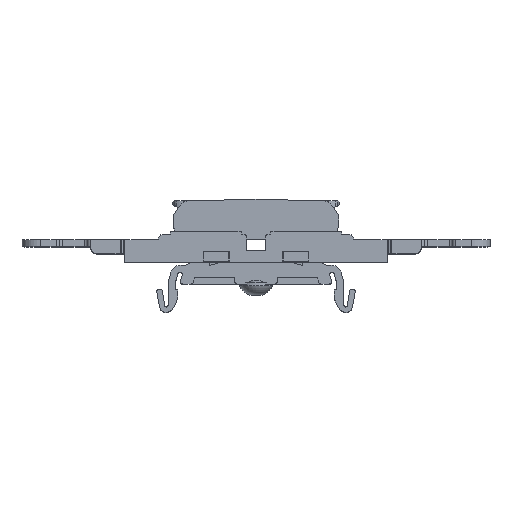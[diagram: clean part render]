
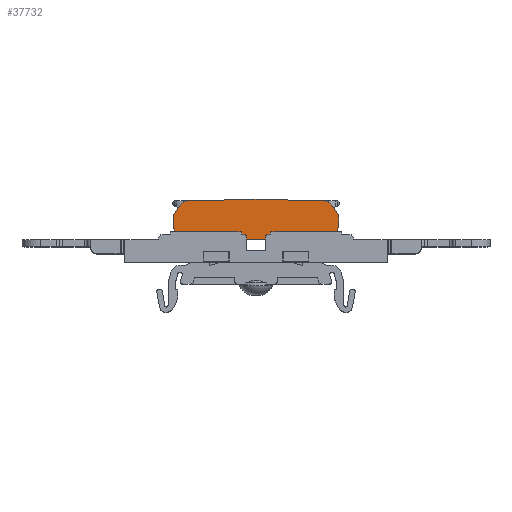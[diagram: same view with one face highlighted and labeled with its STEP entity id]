
A CAD part, top view. The second image highlights one B-rep face of the part: STEP entity #37732.
In plain terms, the highlighted planar face has unit normal (0, 0, 1).
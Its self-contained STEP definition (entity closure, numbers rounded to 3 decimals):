
#2613=CIRCLE('',#41055,13.91);
#2618=CIRCLE('',#41061,13.91);
#2677=CIRCLE('',#41146,1.);
#2679=CIRCLE('',#41150,1.);
#2682=CIRCLE('',#41154,8.);
#2687=CIRCLE('',#41160,2.5);
#2689=CIRCLE('',#41168,2.5);
#2694=CIRCLE('',#41174,8.);
#2696=CIRCLE('',#41177,0.2);
#2697=CIRCLE('',#41178,13.91);
#2698=CIRCLE('',#41179,0.2);
#2699=CIRCLE('',#41180,0.2);
#6141=VERTEX_POINT('',#61785);
#6142=VERTEX_POINT('',#61787);
#6157=VERTEX_POINT('',#61836);
#6159=VERTEX_POINT('',#61840);
#6356=VERTEX_POINT('',#62357);
#6359=VERTEX_POINT('',#62364);
#6360=VERTEX_POINT('',#62366);
#6362=VERTEX_POINT('',#62372);
#6366=VERTEX_POINT('',#62382);
#6368=VERTEX_POINT('',#62392);
#6370=VERTEX_POINT('',#62398);
#6372=VERTEX_POINT('',#62404);
#6374=VERTEX_POINT('',#62410);
#6376=VERTEX_POINT('',#62416);
#6378=VERTEX_POINT('',#62422);
#6380=VERTEX_POINT('',#62428);
#6383=VERTEX_POINT('',#62443);
#6384=VERTEX_POINT('',#62446);
#6385=VERTEX_POINT('',#62448);
#6386=VERTEX_POINT('',#62450);
#10388=VECTOR('',#50781,1.);
#10397=VECTOR('',#50817,1.);
#10400=VECTOR('',#50821,1.);
#10403=VECTOR('',#50825,1.);
#10406=VECTOR('',#50829,1.);
#10409=VECTOR('',#50833,1.);
#10413=VECTOR('',#50860,1.);
#10414=VECTOR('',#50863,1.);
#14490=LINE('',#62365,#10388);
#14499=LINE('',#62399,#10397);
#14502=LINE('',#62405,#10400);
#14505=LINE('',#62411,#10403);
#14508=LINE('',#62417,#10406);
#14511=LINE('',#62423,#10409);
#14515=LINE('',#62444,#10413);
#14516=LINE('',#62447,#10414);
#19908=EDGE_CURVE('',#6142,#6141,#2613,.T.);
#19926=EDGE_CURVE('',#6157,#6159,#2618,.T.);
#20147=EDGE_CURVE('',#6356,#6142,#2677,.T.);
#20151=EDGE_CURVE('',#6360,#6359,#14490,.T.);
#20155=EDGE_CURVE('',#6159,#6362,#2679,.T.);
#20160=EDGE_CURVE('',#6362,#6366,#2682,.T.);
#20167=EDGE_CURVE('',#6366,#6368,#2687,.T.);
#20170=EDGE_CURVE('',#6368,#6370,#14499,.T.);
#20173=EDGE_CURVE('',#6370,#6372,#14502,.T.);
#20176=EDGE_CURVE('',#6372,#6374,#14505,.T.);
#20179=EDGE_CURVE('',#6374,#6376,#14508,.T.);
#20182=EDGE_CURVE('',#6376,#6378,#14511,.T.);
#20185=EDGE_CURVE('',#6378,#6380,#2689,.T.);
#20192=EDGE_CURVE('',#6380,#6356,#2694,.T.);
#20194=EDGE_CURVE('',#6359,#6383,#2696,.T.);
#20195=EDGE_CURVE('',#6383,#6157,#14515,.T.);
#20196=EDGE_CURVE('',#6141,#6384,#2697,.T.);
#20197=EDGE_CURVE('',#6384,#6385,#14516,.T.);
#20198=EDGE_CURVE('',#6385,#6386,#2698,.T.);
#20199=EDGE_CURVE('',#6386,#6360,#2699,.T.);
#31193=ORIENTED_EDGE('',*,*,#20151,.T.);
#31194=ORIENTED_EDGE('',*,*,#20194,.T.);
#31195=ORIENTED_EDGE('',*,*,#20195,.T.);
#31196=ORIENTED_EDGE('',*,*,#19926,.T.);
#31197=ORIENTED_EDGE('',*,*,#20155,.T.);
#31198=ORIENTED_EDGE('',*,*,#20160,.T.);
#31199=ORIENTED_EDGE('',*,*,#20167,.T.);
#31200=ORIENTED_EDGE('',*,*,#20170,.T.);
#31201=ORIENTED_EDGE('',*,*,#20173,.T.);
#31202=ORIENTED_EDGE('',*,*,#20176,.T.);
#31203=ORIENTED_EDGE('',*,*,#20179,.T.);
#31204=ORIENTED_EDGE('',*,*,#20182,.T.);
#31205=ORIENTED_EDGE('',*,*,#20185,.T.);
#31206=ORIENTED_EDGE('',*,*,#20192,.T.);
#31207=ORIENTED_EDGE('',*,*,#20147,.T.);
#31208=ORIENTED_EDGE('',*,*,#19908,.T.);
#31209=ORIENTED_EDGE('',*,*,#20196,.T.);
#31210=ORIENTED_EDGE('',*,*,#20197,.T.);
#31211=ORIENTED_EDGE('',*,*,#20198,.T.);
#31212=ORIENTED_EDGE('',*,*,#20199,.T.);
#33776=EDGE_LOOP('',(#31193,#31194,#31195,#31196,#31197,#31198,#31199,#31200,
#31201,#31202,#31203,#31204,#31205,#31206,#31207,#31208,#31209,#31210,#31211,
#31212));
#35793=FACE_BOUND('',#33776,.T.);
#37732=ADVANCED_FACE('',(#35793),#63991,.T.);
#41055=AXIS2_PLACEMENT_3D('',#61786,#50465,#50466);
#41061=AXIS2_PLACEMENT_3D('',#61841,#50484,#50485);
#41146=AXIS2_PLACEMENT_3D('',#62356,#50775,#50776);
#41150=AXIS2_PLACEMENT_3D('',#62373,#50788,#50789);
#41154=AXIS2_PLACEMENT_3D('',#62383,#50798,#50799);
#41160=AXIS2_PLACEMENT_3D('',#62393,#50812,#50813);
#41168=AXIS2_PLACEMENT_3D('',#62429,#50839,#50840);
#41174=AXIS2_PLACEMENT_3D('',#62439,#50853,#50854);
#41176=AXIS2_PLACEMENT_3D('',#62441,#50857,$);
#41177=AXIS2_PLACEMENT_3D('',#62442,#50858,#50859);
#41178=AXIS2_PLACEMENT_3D('',#62445,#50861,#50862);
#41179=AXIS2_PLACEMENT_3D('',#62449,#50864,#50865);
#41180=AXIS2_PLACEMENT_3D('',#62451,#50866,#50867);
#50465=DIRECTION('',(0.,0.,1.));
#50466=DIRECTION('',(13.91,0.,0.));
#50484=DIRECTION('',(0.,0.,1.));
#50485=DIRECTION('',(13.91,0.,0.));
#50775=DIRECTION('',(0.,0.,1.));
#50776=DIRECTION('',(1.,0.,0.));
#50781=DIRECTION('',(1.,0.,0.));
#50788=DIRECTION('',(0.,0.,1.));
#50789=DIRECTION('',(1.,0.,0.));
#50798=DIRECTION('',(0.,0.,1.));
#50799=DIRECTION('',(8.,0.,0.));
#50812=DIRECTION('',(0.,0.,1.));
#50813=DIRECTION('',(2.5,0.,0.));
#50817=DIRECTION('',(-1.,0.,0.));
#50821=DIRECTION('',(-0.998,0.066,0.));
#50825=DIRECTION('',(-1.,0.,0.));
#50829=DIRECTION('',(-0.998,-0.066,0.));
#50833=DIRECTION('',(-1.,0.,0.));
#50839=DIRECTION('',(0.,0.,1.));
#50840=DIRECTION('',(2.5,0.,0.));
#50853=DIRECTION('',(0.,0.,1.));
#50854=DIRECTION('',(8.,0.,0.));
#50857=DIRECTION('',(0.,0.,1.));
#50858=DIRECTION('',(0.,0.,1.));
#50859=DIRECTION('',(0.2,0.,0.));
#50860=DIRECTION('',(-0.906,0.423,0.));
#50861=DIRECTION('',(0.,0.,1.));
#50862=DIRECTION('',(13.91,0.,0.));
#50863=DIRECTION('',(-0.906,-0.423,0.));
#50864=DIRECTION('',(0.,0.,1.));
#50865=DIRECTION('',(0.2,0.,0.));
#50866=DIRECTION('',(0.,0.,1.));
#50867=DIRECTION('',(0.2,0.,0.));
#61785=CARTESIAN_POINT('',(-17.65,4.3,7.9));
#61786=CARTESIAN_POINT('',(-3.74,4.3,7.9));
#61787=CARTESIAN_POINT('',(-17.636,4.923,7.9));
#61836=CARTESIAN_POINT('',(17.139,0.566,7.9));
#61840=CARTESIAN_POINT('',(17.636,4.923,7.9));
#61841=CARTESIAN_POINT('',(3.74,4.3,7.9));
#62356=CARTESIAN_POINT('',(-16.637,4.878,7.9));
#62357=CARTESIAN_POINT('',(-17.535,5.317,7.9));
#62364=CARTESIAN_POINT('',(17.45,0.,7.9));
#62365=CARTESIAN_POINT('',(-17.45,0.,7.9));
#62366=CARTESIAN_POINT('',(-17.45,0.,7.9));
#62372=CARTESIAN_POINT('',(17.535,5.317,7.9));
#62373=CARTESIAN_POINT('',(16.637,4.878,7.9));
#62382=CARTESIAN_POINT('',(15.841,7.618,7.9));
#62383=CARTESIAN_POINT('',(10.35,1.8,7.9));
#62392=CARTESIAN_POINT('',(14.125,8.3,7.9));
#62393=CARTESIAN_POINT('',(14.125,5.8,7.9));
#62398=CARTESIAN_POINT('',(9.35,8.3,7.9));
#62399=CARTESIAN_POINT('',(14.125,8.3,7.9));
#62404=CARTESIAN_POINT('',(4.8,8.6,7.9));
#62405=CARTESIAN_POINT('',(9.35,8.3,7.9));
#62410=CARTESIAN_POINT('',(-4.8,8.6,7.9));
#62411=CARTESIAN_POINT('',(4.8,8.6,7.9));
#62416=CARTESIAN_POINT('',(-9.35,8.3,7.9));
#62417=CARTESIAN_POINT('',(-4.8,8.6,7.9));
#62422=CARTESIAN_POINT('',(-14.125,8.3,7.9));
#62423=CARTESIAN_POINT('',(-9.35,8.3,7.9));
#62428=CARTESIAN_POINT('',(-15.841,7.618,7.9));
#62429=CARTESIAN_POINT('',(-14.125,5.8,7.9));
#62439=CARTESIAN_POINT('',(-10.35,1.8,7.9));
#62441=CARTESIAN_POINT('',(-16.637,4.878,7.9));
#62442=CARTESIAN_POINT('',(17.45,0.2,7.9));
#62443=CARTESIAN_POINT('',(17.535,0.381,7.9));
#62444=CARTESIAN_POINT('',(17.535,0.381,7.9));
#62445=CARTESIAN_POINT('',(-3.74,4.3,7.9));
#62446=CARTESIAN_POINT('',(-17.139,0.566,7.9));
#62447=CARTESIAN_POINT('',(-17.139,0.566,7.9));
#62448=CARTESIAN_POINT('',(-17.535,0.381,7.9));
#62449=CARTESIAN_POINT('',(-17.45,0.2,7.9));
#62450=CARTESIAN_POINT('',(-17.65,0.2,7.9));
#62451=CARTESIAN_POINT('',(-17.45,0.2,7.9));
#63991=PLANE('',#41176);
